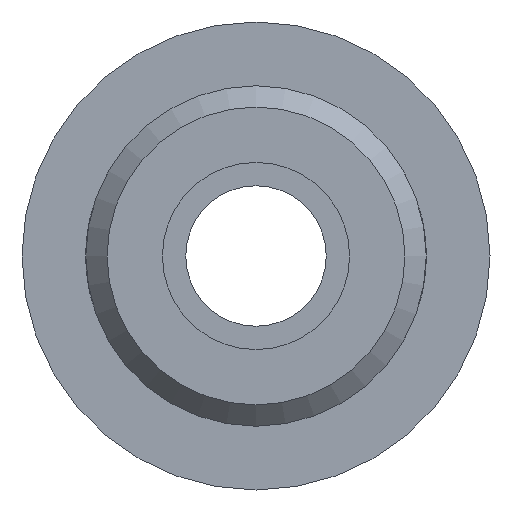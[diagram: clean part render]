
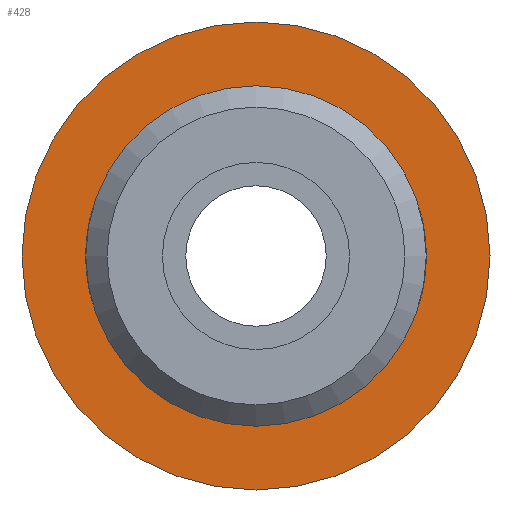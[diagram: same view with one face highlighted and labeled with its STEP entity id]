
A CAD part, front view. The second image highlights one B-rep face of the part: STEP entity #428.
In plain terms, the highlighted planar face has unit normal (0, -1, 0).
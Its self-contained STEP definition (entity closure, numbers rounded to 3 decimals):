
#18=FACE_BOUND('',#92,.T.);
#37=PLANE('',#496);
#62=FACE_OUTER_BOUND('',#91,.T.);
#91=EDGE_LOOP('',(#390));
#92=EDGE_LOOP('',(#391));
#106=CIRCLE('',#471,4.);
#115=CIRCLE('',#497,5.5);
#201=VERTEX_POINT('',#740);
#222=VERTEX_POINT('',#815);
#242=EDGE_CURVE('',#201,#201,#106,.T.);
#279=EDGE_CURVE('',#222,#222,#115,.T.);
#390=ORIENTED_EDGE('',*,*,#279,.F.);
#391=ORIENTED_EDGE('',*,*,#242,.T.);
#428=ADVANCED_FACE('',(#62,#18),#37,.F.);
#471=AXIS2_PLACEMENT_3D('',#741,#541,#542);
#496=AXIS2_PLACEMENT_3D('',#814,#619,#620);
#497=AXIS2_PLACEMENT_3D('',#816,#621,#622);
#541=DIRECTION('center_axis',(0.,1.,0.));
#542=DIRECTION('ref_axis',(-1.,0.,0.));
#619=DIRECTION('center_axis',(0.,1.,0.));
#620=DIRECTION('ref_axis',(0.,0.,1.));
#621=DIRECTION('center_axis',(0.,1.,0.));
#622=DIRECTION('ref_axis',(1.,0.,0.));
#740=CARTESIAN_POINT('',(4.,22.,0.));
#741=CARTESIAN_POINT('Origin',(0.,22.,0.));
#814=CARTESIAN_POINT('Origin',(0.,22.,0.));
#815=CARTESIAN_POINT('',(-5.5,22.,0.));
#816=CARTESIAN_POINT('Origin',(0.,22.,0.));
